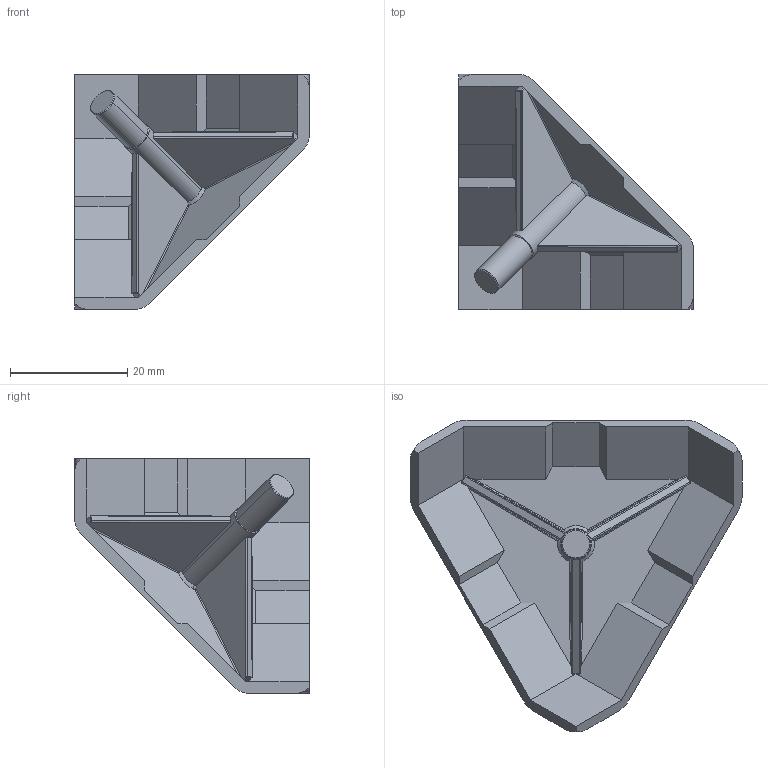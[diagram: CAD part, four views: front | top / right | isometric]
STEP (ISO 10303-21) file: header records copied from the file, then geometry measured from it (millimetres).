
FILE_DESCRIPTION (( 'STEP AP214' ), '1' );
FILE_NAME ('FIXE08E1101-Cache raccord d''angle 8 40x40-45°.step', '2023-03-24T10:01:23', ( 'Altae' ), ( '' ), 'SwSTEP 2.0', 'SolidWorks 2021', '' );
FILE_SCHEMA (( 'AUTOMOTIVE_DESIGN' ));
Length unit declared in the file: millimetre
Products named in the file (1): FIXE08E1101-Cache raccord d''angle 8 40x40-45°
Bounding box: 40 x 40 x 40 mm (x, y, z)
Volume: 5791.9 mm3; surface area: 6392.2 mm2
Topology: 1 solids, 1 shells, 112 faces, 296 edges, 182 vertices
Faces by surface type: plane 47, cylinder 43, bspline 13, cone 9
Entity records: 3670 total; most frequent: CARTESIAN_POINT 1012, ORIENTED_EDGE 584, DIRECTION 519, EDGE_CURVE 292, VERTEX_POINT 182, AXIS2_PLACEMENT_3D 175, LINE 169, VECTOR 169
